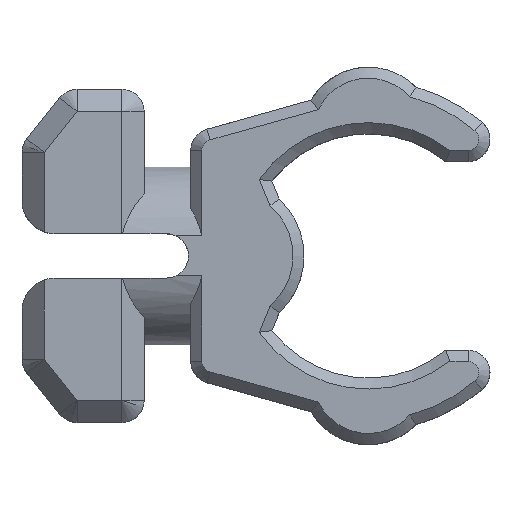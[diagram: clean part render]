
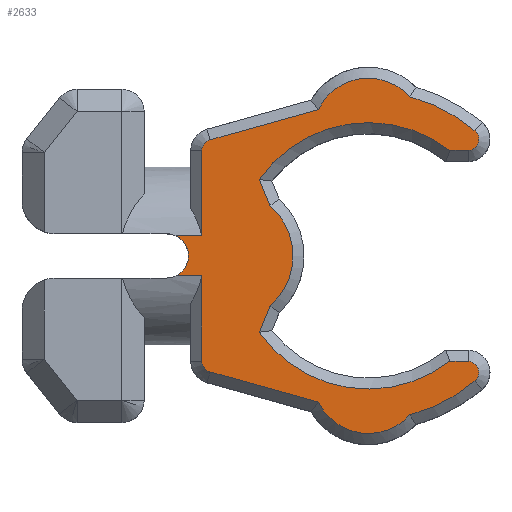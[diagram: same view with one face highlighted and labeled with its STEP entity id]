
A CAD part, top view. The second image highlights one B-rep face of the part: STEP entity #2633.
In plain terms, the highlighted planar face has unit normal (0, 0, 1).
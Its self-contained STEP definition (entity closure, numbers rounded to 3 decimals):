
#55=PLANE('',#2833);
#179=FACE_OUTER_BOUND('',#345,.T.);
#345=EDGE_LOOP('',(#1802,#1803,#1804,#1805,#1806,#1807,#1808,#1809,#1810,
#1811,#1812,#1813,#1814,#1815,#1816,#1817,#1818,#1819,#1820,#1821,#1822,
#1823));
#558=LINE('',#4043,#782);
#559=LINE('',#4044,#783);
#560=LINE('',#4046,#784);
#561=LINE('',#4048,#785);
#562=LINE('',#4052,#786);
#563=LINE('',#4060,#787);
#564=LINE('',#4064,#788);
#565=LINE('',#4068,#789);
#566=LINE('',#4072,#790);
#567=LINE('',#4080,#791);
#782=VECTOR('',#3176,1000.);
#783=VECTOR('',#3177,1000.);
#784=VECTOR('',#3178,1000.);
#785=VECTOR('',#3179,1000.);
#786=VECTOR('',#3182,1000.);
#787=VECTOR('',#3189,1000.);
#788=VECTOR('',#3192,1000.);
#789=VECTOR('',#3195,1000.);
#790=VECTOR('',#3198,1000.);
#791=VECTOR('',#3205,1000.);
#998=CIRCLE('',#2812,1.);
#1011=CIRCLE('',#2834,0.5);
#1012=CIRCLE('',#2835,2.5);
#1013=CIRCLE('',#2836,7.4);
#1014=CIRCLE('',#2837,0.5);
#1015=CIRCLE('',#2838,6.);
#1016=CIRCLE('',#2839,3.);
#1017=CIRCLE('',#2840,6.);
#1018=CIRCLE('',#2841,0.5);
#1019=CIRCLE('',#2842,7.4);
#1020=CIRCLE('',#2843,2.5);
#1021=CIRCLE('',#2844,0.5);
#1121=VERTEX_POINT('',#3962);
#1122=VERTEX_POINT('',#3969);
#1148=VERTEX_POINT('',#4041);
#1149=VERTEX_POINT('',#4042);
#1150=VERTEX_POINT('',#4045);
#1151=VERTEX_POINT('',#4047);
#1152=VERTEX_POINT('',#4049);
#1153=VERTEX_POINT('',#4051);
#1154=VERTEX_POINT('',#4053);
#1155=VERTEX_POINT('',#4055);
#1156=VERTEX_POINT('',#4057);
#1157=VERTEX_POINT('',#4059);
#1158=VERTEX_POINT('',#4061);
#1159=VERTEX_POINT('',#4063);
#1160=VERTEX_POINT('',#4065);
#1161=VERTEX_POINT('',#4067);
#1162=VERTEX_POINT('',#4069);
#1163=VERTEX_POINT('',#4071);
#1164=VERTEX_POINT('',#4073);
#1165=VERTEX_POINT('',#4075);
#1166=VERTEX_POINT('',#4077);
#1167=VERTEX_POINT('',#4079);
#1365=EDGE_CURVE('',#1121,#1122,#998,.T.);
#1392=EDGE_CURVE('',#1148,#1149,#558,.T.);
#1393=EDGE_CURVE('',#1122,#1149,#559,.T.);
#1394=EDGE_CURVE('',#1150,#1121,#560,.T.);
#1395=EDGE_CURVE('',#1150,#1151,#561,.T.);
#1396=EDGE_CURVE('',#1151,#1152,#1011,.T.);
#1397=EDGE_CURVE('',#1152,#1153,#562,.T.);
#1398=EDGE_CURVE('',#1153,#1154,#1012,.T.);
#1399=EDGE_CURVE('',#1154,#1155,#1013,.T.);
#1400=EDGE_CURVE('',#1155,#1156,#1014,.T.);
#1401=EDGE_CURVE('',#1156,#1157,#563,.T.);
#1402=EDGE_CURVE('',#1157,#1158,#1015,.T.);
#1403=EDGE_CURVE('',#1158,#1159,#564,.T.);
#1404=EDGE_CURVE('',#1159,#1160,#1016,.T.);
#1405=EDGE_CURVE('',#1160,#1161,#565,.T.);
#1406=EDGE_CURVE('',#1161,#1162,#1017,.T.);
#1407=EDGE_CURVE('',#1162,#1163,#566,.T.);
#1408=EDGE_CURVE('',#1163,#1164,#1018,.T.);
#1409=EDGE_CURVE('',#1164,#1165,#1019,.T.);
#1410=EDGE_CURVE('',#1165,#1166,#1020,.T.);
#1411=EDGE_CURVE('',#1166,#1167,#567,.T.);
#1412=EDGE_CURVE('',#1167,#1148,#1021,.T.);
#1802=ORIENTED_EDGE('',*,*,#1392,.T.);
#1803=ORIENTED_EDGE('',*,*,#1393,.F.);
#1804=ORIENTED_EDGE('',*,*,#1365,.F.);
#1805=ORIENTED_EDGE('',*,*,#1394,.F.);
#1806=ORIENTED_EDGE('',*,*,#1395,.T.);
#1807=ORIENTED_EDGE('',*,*,#1396,.T.);
#1808=ORIENTED_EDGE('',*,*,#1397,.T.);
#1809=ORIENTED_EDGE('',*,*,#1398,.T.);
#1810=ORIENTED_EDGE('',*,*,#1399,.T.);
#1811=ORIENTED_EDGE('',*,*,#1400,.T.);
#1812=ORIENTED_EDGE('',*,*,#1401,.T.);
#1813=ORIENTED_EDGE('',*,*,#1402,.T.);
#1814=ORIENTED_EDGE('',*,*,#1403,.T.);
#1815=ORIENTED_EDGE('',*,*,#1404,.T.);
#1816=ORIENTED_EDGE('',*,*,#1405,.T.);
#1817=ORIENTED_EDGE('',*,*,#1406,.T.);
#1818=ORIENTED_EDGE('',*,*,#1407,.T.);
#1819=ORIENTED_EDGE('',*,*,#1408,.T.);
#1820=ORIENTED_EDGE('',*,*,#1409,.T.);
#1821=ORIENTED_EDGE('',*,*,#1410,.T.);
#1822=ORIENTED_EDGE('',*,*,#1411,.T.);
#1823=ORIENTED_EDGE('',*,*,#1412,.T.);
#2633=ADVANCED_FACE('',(#179),#55,.T.);
#2812=AXIS2_PLACEMENT_3D('',#3970,#3120,#3121);
#2833=AXIS2_PLACEMENT_3D('',#4040,#3174,#3175);
#2834=AXIS2_PLACEMENT_3D('',#4050,#3180,#3181);
#2835=AXIS2_PLACEMENT_3D('',#4054,#3183,#3184);
#2836=AXIS2_PLACEMENT_3D('',#4056,#3185,#3186);
#2837=AXIS2_PLACEMENT_3D('',#4058,#3187,#3188);
#2838=AXIS2_PLACEMENT_3D('',#4062,#3190,#3191);
#2839=AXIS2_PLACEMENT_3D('',#4066,#3193,#3194);
#2840=AXIS2_PLACEMENT_3D('',#4070,#3196,#3197);
#2841=AXIS2_PLACEMENT_3D('',#4074,#3199,#3200);
#2842=AXIS2_PLACEMENT_3D('',#4076,#3201,#3202);
#2843=AXIS2_PLACEMENT_3D('',#4078,#3203,#3204);
#2844=AXIS2_PLACEMENT_3D('',#4081,#3206,#3207);
#3120=DIRECTION('center_axis',(0.,0.,1.));
#3121=DIRECTION('ref_axis',(1.,0.,0.));
#3174=DIRECTION('center_axis',(0.,0.,1.));
#3175=DIRECTION('ref_axis',(1.,0.,0.));
#3176=DIRECTION('',(0.,-1.,0.));
#3177=DIRECTION('',(1.,0.,0.));
#3178=DIRECTION('',(-1.,0.,0.));
#3179=DIRECTION('',(0.,-1.,0.));
#3180=DIRECTION('center_axis',(0.,0.,1.));
#3181=DIRECTION('ref_axis',(1.,0.,0.));
#3182=DIRECTION('',(0.963,-0.269,0.));
#3183=DIRECTION('center_axis',(0.,0.,1.));
#3184=DIRECTION('ref_axis',(1.,0.,0.));
#3185=DIRECTION('center_axis',(0.,0.,1.));
#3186=DIRECTION('ref_axis',(1.,0.,0.));
#3187=DIRECTION('center_axis',(0.,0.,1.));
#3188=DIRECTION('ref_axis',(1.,0.,0.));
#3189=DIRECTION('',(-1.,0.001,0.));
#3190=DIRECTION('center_axis',(0.,0.,-1.));
#3191=DIRECTION('ref_axis',(1.,0.,0.));
#3192=DIRECTION('',(0.381,0.924,0.));
#3193=DIRECTION('center_axis',(0.,0.,1.));
#3194=DIRECTION('ref_axis',(1.,0.,0.));
#3195=DIRECTION('',(-0.381,0.924,0.));
#3196=DIRECTION('center_axis',(0.,0.,-1.));
#3197=DIRECTION('ref_axis',(1.,0.,0.));
#3198=DIRECTION('',(1.,0.001,0.));
#3199=DIRECTION('center_axis',(0.,0.,1.));
#3200=DIRECTION('ref_axis',(1.,0.,0.));
#3201=DIRECTION('center_axis',(0.,0.,1.));
#3202=DIRECTION('ref_axis',(1.,0.,0.));
#3203=DIRECTION('center_axis',(0.,0.,1.));
#3204=DIRECTION('ref_axis',(1.,0.,0.));
#3205=DIRECTION('',(-0.963,-0.269,0.));
#3206=DIRECTION('center_axis',(0.,0.,1.));
#3207=DIRECTION('ref_axis',(1.,0.,0.));
#3962=CARTESIAN_POINT('',(6.936,-0.9,4.));
#3969=CARTESIAN_POINT('',(6.936,0.9,4.));
#3970=CARTESIAN_POINT('Origin',(6.5,0.,4.));
#4040=CARTESIAN_POINT('Origin',(4.5,6.5,4.));
#4041=CARTESIAN_POINT('',(8.1,4.741,4.));
#4042=CARTESIAN_POINT('',(8.1,0.9,4.));
#4043=CARTESIAN_POINT('',(8.1,0.9,4.));
#4044=CARTESIAN_POINT('',(5.5,0.9,4.));
#4045=CARTESIAN_POINT('',(8.1,-0.9,4.));
#4046=CARTESIAN_POINT('',(5.5,-0.9,4.));
#4047=CARTESIAN_POINT('',(8.1,-4.741,4.));
#4048=CARTESIAN_POINT('',(8.1,-4.741,4.));
#4049=CARTESIAN_POINT('',(8.465,-5.223,4.));
#4050=CARTESIAN_POINT('Origin',(8.6,-4.741,4.));
#4051=CARTESIAN_POINT('',(13.349,-6.588,4.));
#4052=CARTESIAN_POINT('',(13.144,-6.531,4.));
#4053=CARTESIAN_POINT('',(17.469,-7.16,4.));
#4054=CARTESIAN_POINT('Origin',(15.6,-5.5,4.));
#4055=CARTESIAN_POINT('',(20.402,-5.63,4.));
#4056=CARTESIAN_POINT('Origin',(15.6,0.,4.));
#4057=CARTESIAN_POINT('',(20.113,-4.751,4.));
#4058=CARTESIAN_POINT('Origin',(20.077,-5.25,4.));
#4059=CARTESIAN_POINT('',(19.265,-4.75,4.));
#4060=CARTESIAN_POINT('',(19.09,-4.75,4.));
#4061=CARTESIAN_POINT('',(10.683,-3.439,4.));
#4062=CARTESIAN_POINT('Origin',(15.6,0.,4.));
#4063=CARTESIAN_POINT('',(11.167,-2.265,4.));
#4064=CARTESIAN_POINT('',(11.124,-2.37,4.));
#4065=CARTESIAN_POINT('',(11.167,2.265,4.));
#4066=CARTESIAN_POINT('Origin',(9.2,0.,4.));
#4067=CARTESIAN_POINT('',(10.683,3.439,4.));
#4068=CARTESIAN_POINT('',(10.79,3.178,4.));
#4069=CARTESIAN_POINT('',(19.265,4.75,4.));
#4070=CARTESIAN_POINT('Origin',(15.6,0.,4.));
#4071=CARTESIAN_POINT('',(20.113,4.751,4.));
#4072=CARTESIAN_POINT('',(20.128,4.751,4.));
#4073=CARTESIAN_POINT('',(20.402,5.63,4.));
#4074=CARTESIAN_POINT('Origin',(20.077,5.25,4.));
#4075=CARTESIAN_POINT('',(17.469,7.16,4.));
#4076=CARTESIAN_POINT('Origin',(15.6,0.,4.));
#4077=CARTESIAN_POINT('',(13.349,6.588,4.));
#4078=CARTESIAN_POINT('Origin',(15.6,5.5,4.));
#4079=CARTESIAN_POINT('',(8.465,5.223,4.));
#4080=CARTESIAN_POINT('',(8.465,5.223,4.));
#4081=CARTESIAN_POINT('Origin',(8.6,4.741,4.));
